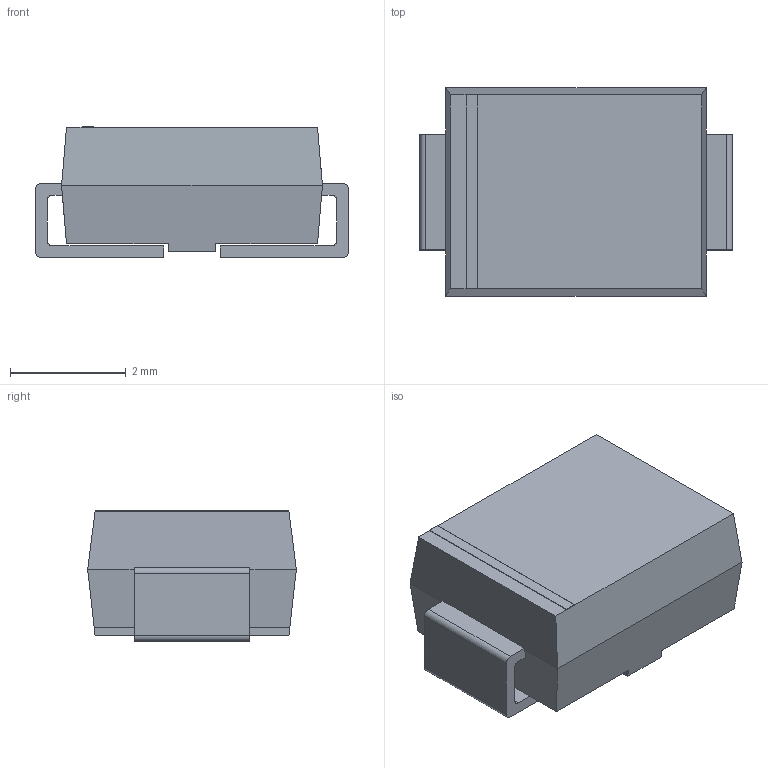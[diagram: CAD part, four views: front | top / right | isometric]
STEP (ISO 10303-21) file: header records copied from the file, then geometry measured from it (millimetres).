
FILE_DESCRIPTION (( 'STEP AP214' ), '1' );
FILE_NAME ('SMB_L4.5-W3.6-LS5.4-R-RD.STEP', '2021-09-24T15:29:49', ( '' ), ( '' ), 'SwSTEP 2.0', 'SolidWorks 2018', '' );
FILE_SCHEMA (( 'AUTOMOTIVE_DESIGN' ));
Length unit declared in the file: millimetre
Products named in the file (1): SMB_L4.5-W3.6-LS5.4-R-RD
Bounding box: 5.4 x 3.6 x 2.26 mm (x, y, z)
Volume: 34.1 mm3; surface area: 93.2 mm2
Topology: 1 solids, 1 shells, 106 faces, 283 edges, 186 vertices
Faces by surface type: plane 82, bspline 16, cylinder 8
Entity records: 4382 total; most frequent: CARTESIAN_POINT 1632, ORIENTED_EDGE 566, DIRECTION 449, EDGE_CURVE 283, VECTOR 235, LINE 235, VERTEX_POINT 186, EDGE_LOOP 113
